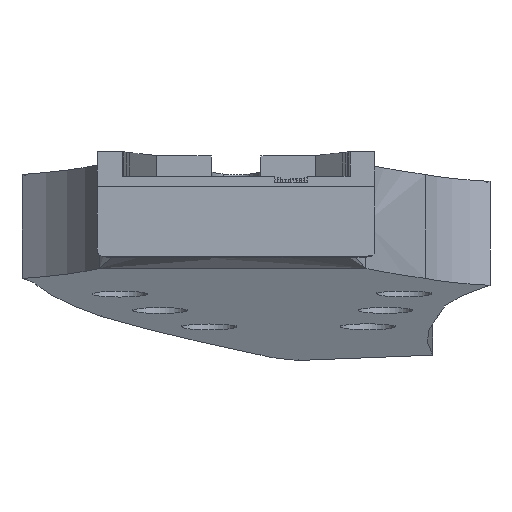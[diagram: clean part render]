
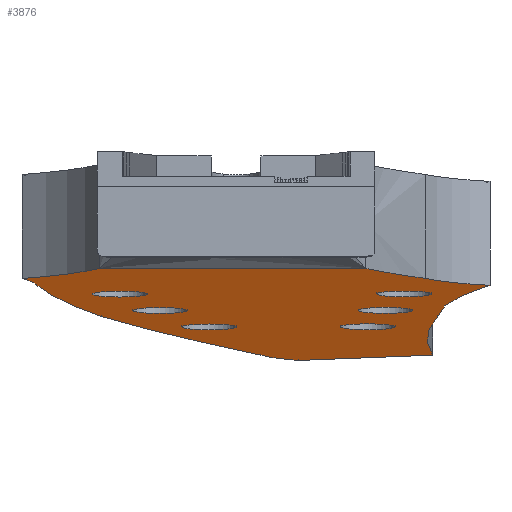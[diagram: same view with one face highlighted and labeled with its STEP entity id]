
A CAD part, top view. The second image highlights one B-rep face of the part: STEP entity #3876.
In plain terms, the highlighted planar face has unit normal (0, -0.995, 0.104).
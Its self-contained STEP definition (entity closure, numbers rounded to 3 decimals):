
#107=CIRCLE('',#4094,5.5);
#108=CIRCLE('',#4096,5.5);
#109=CIRCLE('',#4098,5.5);
#110=CIRCLE('',#4100,5.5);
#111=CIRCLE('',#4102,5.5);
#112=CIRCLE('',#4104,5.5);
#122=CIRCLE('',#4126,48.638);
#123=CIRCLE('',#4128,346.938);
#124=CIRCLE('',#4130,43.716);
#125=CIRCLE('',#4132,117.418);
#126=CIRCLE('',#4134,29.111);
#127=CIRCLE('',#4136,189.2);
#128=CIRCLE('',#4138,421.979);
#129=CIRCLE('',#4140,662.815);
#130=CIRCLE('',#4143,22.75);
#163=FACE_BOUND('',#464,.T.);
#164=FACE_BOUND('',#465,.T.);
#165=FACE_BOUND('',#466,.T.);
#166=FACE_BOUND('',#467,.T.);
#167=FACE_BOUND('',#468,.T.);
#168=FACE_BOUND('',#469,.T.);
#236=FACE_OUTER_BOUND('',#463,.T.);
#463=EDGE_LOOP('',(#2806,#2807,#2808,#2809,#2810,#2811,#2812,#2813,#2814,
#2815,#2816));
#464=EDGE_LOOP('',(#2817));
#465=EDGE_LOOP('',(#2818));
#466=EDGE_LOOP('',(#2819));
#467=EDGE_LOOP('',(#2820));
#468=EDGE_LOOP('',(#2821));
#469=EDGE_LOOP('',(#2822));
#736=LINE('',#5762,#1212);
#747=LINE('',#5817,#1223);
#1212=VECTOR('',#4569,10.);
#1223=VECTOR('',#4616,10.);
#1659=VERTEX_POINT('',#5510);
#1660=VERTEX_POINT('',#5514);
#1661=VERTEX_POINT('',#5518);
#1662=VERTEX_POINT('',#5522);
#1663=VERTEX_POINT('',#5526);
#1664=VERTEX_POINT('',#5530);
#1677=VERTEX_POINT('',#5723);
#1681=VERTEX_POINT('',#5760);
#1683=VERTEX_POINT('',#5784);
#1684=VERTEX_POINT('',#5786);
#1685=VERTEX_POINT('',#5790);
#1686=VERTEX_POINT('',#5796);
#1687=VERTEX_POINT('',#5800);
#1688=VERTEX_POINT('',#5804);
#1689=VERTEX_POINT('',#5808);
#1690=VERTEX_POINT('',#5812);
#1691=VERTEX_POINT('',#5816);
#2043=EDGE_CURVE('',#1659,#1659,#107,.T.);
#2045=EDGE_CURVE('',#1660,#1660,#108,.T.);
#2047=EDGE_CURVE('',#1661,#1661,#109,.T.);
#2049=EDGE_CURVE('',#1662,#1662,#110,.T.);
#2051=EDGE_CURVE('',#1663,#1663,#111,.T.);
#2053=EDGE_CURVE('',#1664,#1664,#112,.T.);
#2086=EDGE_CURVE('',#1677,#1681,#736,.T.);
#2091=EDGE_CURVE('',#1684,#1683,#122,.T.);
#2094=EDGE_CURVE('',#1683,#1685,#123,.T.);
#2095=EDGE_CURVE('',#1681,#1684,#124,.T.);
#2096=EDGE_CURVE('',#1686,#1677,#125,.T.);
#2098=EDGE_CURVE('',#1687,#1686,#126,.T.);
#2100=EDGE_CURVE('',#1688,#1687,#127,.T.);
#2102=EDGE_CURVE('',#1689,#1688,#128,.T.);
#2105=EDGE_CURVE('',#1685,#1690,#129,.T.);
#2106=EDGE_CURVE('',#1691,#1689,#747,.T.);
#2108=EDGE_CURVE('',#1690,#1691,#130,.T.);
#2806=ORIENTED_EDGE('',*,*,#2108,.T.);
#2807=ORIENTED_EDGE('',*,*,#2106,.T.);
#2808=ORIENTED_EDGE('',*,*,#2102,.T.);
#2809=ORIENTED_EDGE('',*,*,#2100,.T.);
#2810=ORIENTED_EDGE('',*,*,#2098,.T.);
#2811=ORIENTED_EDGE('',*,*,#2096,.T.);
#2812=ORIENTED_EDGE('',*,*,#2086,.T.);
#2813=ORIENTED_EDGE('',*,*,#2095,.T.);
#2814=ORIENTED_EDGE('',*,*,#2091,.T.);
#2815=ORIENTED_EDGE('',*,*,#2094,.T.);
#2816=ORIENTED_EDGE('',*,*,#2105,.T.);
#2817=ORIENTED_EDGE('',*,*,#2043,.T.);
#2818=ORIENTED_EDGE('',*,*,#2045,.T.);
#2819=ORIENTED_EDGE('',*,*,#2047,.T.);
#2820=ORIENTED_EDGE('',*,*,#2049,.T.);
#2821=ORIENTED_EDGE('',*,*,#2051,.T.);
#2822=ORIENTED_EDGE('',*,*,#2053,.T.);
#3680=PLANE('',#4144);
#3876=ADVANCED_FACE('',(#236,#163,#164,#165,#166,#167,#168),#3680,.T.);
#4094=AXIS2_PLACEMENT_3D('',#5512,#4485,#4486);
#4096=AXIS2_PLACEMENT_3D('',#5516,#4490,#4491);
#4098=AXIS2_PLACEMENT_3D('',#5520,#4495,#4496);
#4100=AXIS2_PLACEMENT_3D('',#5524,#4500,#4501);
#4102=AXIS2_PLACEMENT_3D('',#5528,#4505,#4506);
#4104=AXIS2_PLACEMENT_3D('',#5532,#4510,#4511);
#4126=AXIS2_PLACEMENT_3D('',#5787,#4577,#4578);
#4128=AXIS2_PLACEMENT_3D('',#5792,#4583,#4584);
#4130=AXIS2_PLACEMENT_3D('',#5794,#4587,#4588);
#4132=AXIS2_PLACEMENT_3D('',#5797,#4591,#4592);
#4134=AXIS2_PLACEMENT_3D('',#5801,#4596,#4597);
#4136=AXIS2_PLACEMENT_3D('',#5805,#4601,#4602);
#4138=AXIS2_PLACEMENT_3D('',#5809,#4606,#4607);
#4140=AXIS2_PLACEMENT_3D('',#5814,#4612,#4613);
#4143=AXIS2_PLACEMENT_3D('',#5820,#4620,#4621);
#4144=AXIS2_PLACEMENT_3D('',#5821,#4622,#4623);
#4485=DIRECTION('center_axis',(0.,0.995,-0.105));
#4486=DIRECTION('ref_axis',(-1.,0.,0.));
#4490=DIRECTION('center_axis',(0.,0.995,-0.105));
#4491=DIRECTION('ref_axis',(-1.,0.,0.));
#4495=DIRECTION('center_axis',(0.,0.995,-0.105));
#4496=DIRECTION('ref_axis',(-1.,0.,0.));
#4500=DIRECTION('center_axis',(0.,0.995,-0.105));
#4501=DIRECTION('ref_axis',(-1.,0.,0.));
#4505=DIRECTION('center_axis',(0.,0.995,-0.105));
#4506=DIRECTION('ref_axis',(-1.,0.,0.));
#4510=DIRECTION('center_axis',(0.,0.995,-0.105));
#4511=DIRECTION('ref_axis',(-1.,0.,0.));
#4569=DIRECTION('',(-1.,0.,0.));
#4577=DIRECTION('center_axis',(0.,0.995,
-0.105));
#4578=DIRECTION('ref_axis',(0.996,0.009,0.089));
#4583=DIRECTION('center_axis',(0.,-0.995,0.105));
#4584=DIRECTION('ref_axis',(-0.992,-0.014,-0.129));
#4587=DIRECTION('center_axis',(0.,0.995,
-0.105));
#4588=DIRECTION('ref_axis',(0.566,-0.086,-0.82));
#4591=DIRECTION('center_axis',(0.,0.995,-0.105));
#4592=DIRECTION('ref_axis',(-0.893,-0.047,-0.447));
#4596=DIRECTION('center_axis',(0.,0.995,-0.105));
#4597=DIRECTION('ref_axis',(-0.894,-0.047,-0.445));
#4601=DIRECTION('center_axis',(0.,0.995,-0.105));
#4602=DIRECTION('ref_axis',(-0.944,0.034,0.327));
#4606=DIRECTION('center_axis',(0.,0.995,-0.105));
#4607=DIRECTION('ref_axis',(-0.995,0.01,0.1));
#4612=DIRECTION('center_axis',(0.,-0.995,0.105));
#4613=DIRECTION('ref_axis',(-0.938,-0.036,-0.344));
#4616=DIRECTION('',(0.938,0.036,0.345));
#4620=DIRECTION('center_axis',(0.,-0.995,
0.105));
#4621=DIRECTION('ref_axis',(-0.934,-0.037,-0.355));
#4622=DIRECTION('center_axis',(0.,-0.995,0.105));
#4623=DIRECTION('ref_axis',(1.,0.,0.));
#5510=CARTESIAN_POINT('',(31.939,-34.09,-138.451));
#5512=CARTESIAN_POINT('Origin',(26.439,-34.09,-138.451));
#5514=CARTESIAN_POINT('',(0.083,-34.117,-138.704));
#5516=CARTESIAN_POINT('Origin',(-5.417,-34.117,-138.704));
#5518=CARTESIAN_POINT('',(35.5,-30.85,-107.621));
#5520=CARTESIAN_POINT('Origin',(30.,-30.85,-107.621));
#5522=CARTESIAN_POINT('',(-9.777,-30.877,-107.873));
#5524=CARTESIAN_POINT('Origin',(-15.277,-30.877,-107.873));
#5526=CARTESIAN_POINT('',(39.27,-27.61,-76.79));
#5528=CARTESIAN_POINT('Origin',(33.77,-27.61,-76.79));
#5530=CARTESIAN_POINT('',(-17.867,-27.636,-77.043));
#5532=CARTESIAN_POINT('Origin',(-23.367,-27.636,-77.043));
#5723=CARTESIAN_POINT('',(26.082,-22.562,-28.768));
#5760=CARTESIAN_POINT('',(-27.501,-22.562,-28.768));
#5762=CARTESIAN_POINT('',(26.082,-22.562,-28.768));
#5784=CARTESIAN_POINT('',(-40.,-25.902,-60.542));
#5786=CARTESIAN_POINT('',(-43.,-24.543,-47.613));
#5787=CARTESIAN_POINT('Origin',(-88.445,-26.355,-64.852));
#5790=CARTESIAN_POINT('',(-27.,-32.069,-119.219));
#5792=CARTESIAN_POINT('Origin',(304.025,-21.212,-15.918));
#5794=CARTESIAN_POINT('Origin',(-67.736,-20.775,-11.765));
#5796=CARTESIAN_POINT('',(38.,-24.543,-47.613));
#5797=CARTESIAN_POINT('Origin',(130.983,-17.048,23.696));
#5800=CARTESIAN_POINT('',(51.,-25.902,-60.542));
#5801=CARTESIAN_POINT('Origin',(64.031,-23.181,-34.653));
#5804=CARTESIAN_POINT('',(40.5,-32.069,-119.219));
#5805=CARTESIAN_POINT('Origin',(229.672,-32.407,-122.433));
#5808=CARTESIAN_POINT('',(39.5,-39.7,-191.819));
#5809=CARTESIAN_POINT('Origin',(460.358,-36.486,-161.246));
#5812=CARTESIAN_POINT('',(5.,-39.7,-191.819));
#5814=CARTESIAN_POINT('Origin',(594.953,-8.119,108.649));
#5816=CARTESIAN_POINT('',(12.5,-40.745,-201.764));
#5817=CARTESIAN_POINT('',(12.5,-40.745,-201.764));
#5820=CARTESIAN_POINT('Origin',(26.25,-38.85,-183.738));
#5821=CARTESIAN_POINT('Origin',(22.25,-40.222,-196.791));
